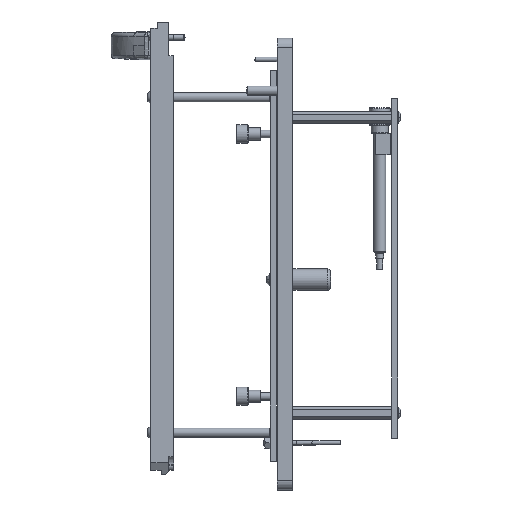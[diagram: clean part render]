
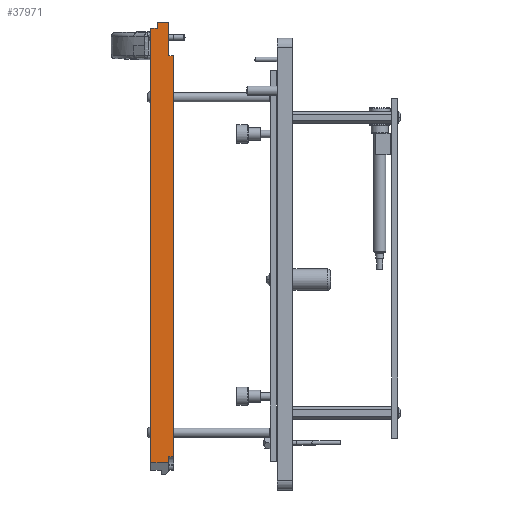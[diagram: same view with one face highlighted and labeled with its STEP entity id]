
A CAD part, left-side view. The second image highlights one B-rep face of the part: STEP entity #37971.
In plain terms, the highlighted face is planar.
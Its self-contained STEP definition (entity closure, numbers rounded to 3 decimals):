
#548 = LINE ( 'NONE', #17141, #31740 ) ;
#1313 = DIRECTION ( 'NONE',  ( 0., -1., 0. ) ) ;
#1528 = CARTESIAN_POINT ( 'NONE',  ( 105., 3.2, -148.55 ) ) ;
#2603 = CARTESIAN_POINT ( 'NONE',  ( 105., 7.5, -144.55 ) ) ;
#3683 = EDGE_CURVE ( 'NONE', #47190, #33537, #9468, .T. ) ;
#3873 = DIRECTION ( 'NONE',  ( 0., -1., 0. ) ) ;
#5630 = VERTEX_POINT ( 'NONE', #61312 ) ;
#5765 = CARTESIAN_POINT ( 'NONE',  ( 105., -7.5, -126.55 ) ) ;
#7201 = CARTESIAN_POINT ( 'NONE',  ( 105., -7.5, 66.55 ) ) ;
#7903 = DIRECTION ( 'NONE',  ( 0., -1., 0. ) ) ;
#8730 = ORIENTED_EDGE ( 'NONE', *, *, #47282, .F. ) ;
#9022 = DIRECTION ( 'NONE',  ( 0., 0., 1. ) ) ;
#9252 = VECTOR ( 'NONE', #67741, 1000. ) ;
#9468 = LINE ( 'NONE', #72901, #18455 ) ;
#10071 = EDGE_CURVE ( 'NONE', #33741, #61188, #21615, .T. ) ;
#10851 = VECTOR ( 'NONE', #77806, 1000. ) ;
#12278 = FACE_OUTER_BOUND ( 'NONE', #68238, .T. ) ;
#12898 = LINE ( 'NONE', #1528, #10851 ) ;
#13120 = DIRECTION ( 'NONE',  ( 0., 1., 0. ) ) ;
#13981 = CARTESIAN_POINT ( 'NONE',  ( 105., -7.5, -126.55 ) ) ;
#15071 = CARTESIAN_POINT ( 'NONE',  ( 105., 7.5, 148.55 ) ) ;
#15623 = PLANE ( 'NONE',  #21002 ) ;
#15633 = ORIENTED_EDGE ( 'NONE', *, *, #3683, .T. ) ;
#15813 = LINE ( 'NONE', #36104, #20842 ) ;
#16187 = VECTOR ( 'NONE', #3873, 1000. ) ;
#16465 = CARTESIAN_POINT ( 'NONE',  ( 105., -4.3, -126.55 ) ) ;
#16626 = CARTESIAN_POINT ( 'NONE',  ( 105., 7.5, 140.55 ) ) ;
#16916 = CARTESIAN_POINT ( 'NONE',  ( 105., -7.4, 136.55 ) ) ;
#17141 = CARTESIAN_POINT ( 'NONE',  ( 105., 7.5, 140.55 ) ) ;
#18455 = VECTOR ( 'NONE', #9022, 1000. ) ;
#20842 = VECTOR ( 'NONE', #42621, 1000. ) ;
#21002 = AXIS2_PLACEMENT_3D ( 'NONE', #15071, #46609, #34764 ) ;
#21615 = LINE ( 'NONE', #82401, #56875 ) ;
#21620 = EDGE_CURVE ( 'NONE', #33741, #45979, #75909, .T. ) ;
#21628 = DIRECTION ( 'NONE',  ( 0., 0., 1. ) ) ;
#22392 = EDGE_CURVE ( 'NONE', #47190, #5630, #59684, .T. ) ;
#22727 = CARTESIAN_POINT ( 'NONE',  ( 105., 7.5, -144.55 ) ) ;
#22955 = VERTEX_POINT ( 'NONE', #16465 ) ;
#23903 = DIRECTION ( 'NONE',  ( 0., 0., -1. ) ) ;
#23912 = DIRECTION ( 'NONE',  ( 0., -1., 0. ) ) ;
#24102 = CARTESIAN_POINT ( 'NONE',  ( 105., -7.5, -148.55 ) ) ;
#25502 = ORIENTED_EDGE ( 'NONE', *, *, #32456, .T. ) ;
#26122 = EDGE_CURVE ( 'NONE', #22955, #47691, #51438, .T. ) ;
#26282 = LINE ( 'NONE', #24102, #81589 ) ;
#28611 = VECTOR ( 'NONE', #7903, 1000. ) ;
#30402 = DIRECTION ( 'NONE',  ( 0., 0., 1. ) ) ;
#31740 = VECTOR ( 'NONE', #23912, 1000. ) ;
#32456 = EDGE_CURVE ( 'NONE', #37023, #72028, #26282, .T. ) ;
#33168 = VECTOR ( 'NONE', #21628, 1000. ) ;
#33221 = VERTEX_POINT ( 'NONE', #58883 ) ;
#33320 = LINE ( 'NONE', #73710, #16187 ) ;
#33537 = VERTEX_POINT ( 'NONE', #16626 ) ;
#33741 = VERTEX_POINT ( 'NONE', #64413 ) ;
#34265 = CARTESIAN_POINT ( 'NONE',  ( 105., -4.3, -148.55 ) ) ;
#34348 = VECTOR ( 'NONE', #1313, 1000. ) ;
#34764 = DIRECTION ( 'NONE',  ( 0., 0., 1. ) ) ;
#36104 = CARTESIAN_POINT ( 'NONE',  ( 105., -7.4, 66.55 ) ) ;
#37023 = VERTEX_POINT ( 'NONE', #64320 ) ;
#37971 = ADVANCED_FACE ( 'NONE', ( #12278 ), #15623, .F. ) ;
#42538 = ORIENTED_EDGE ( 'NONE', *, *, #10071, .F. ) ;
#42621 = DIRECTION ( 'NONE',  ( 0., 0., 1. ) ) ;
#45979 = VERTEX_POINT ( 'NONE', #16916 ) ;
#46339 = VECTOR ( 'NONE', #23903, 1000. ) ;
#46609 = DIRECTION ( 'NONE',  ( -1., 0., 0. ) ) ;
#47190 = VERTEX_POINT ( 'NONE', #2603 ) ;
#47282 = EDGE_CURVE ( 'NONE', #33221, #45979, #15813, .T. ) ;
#47691 = VERTEX_POINT ( 'NONE', #5765 ) ;
#50222 = EDGE_CURVE ( 'NONE', #5630, #72028, #12898, .T. ) ;
#51001 = CARTESIAN_POINT ( 'NONE',  ( 105., 3.2, -148.55 ) ) ;
#51003 = ORIENTED_EDGE ( 'NONE', *, *, #50222, .F. ) ;
#51030 = ORIENTED_EDGE ( 'NONE', *, *, #26122, .F. ) ;
#51187 = EDGE_CURVE ( 'NONE', #33537, #61188, #548, .T. ) ;
#51438 = LINE ( 'NONE', #13981, #34348 ) ;
#52271 = LINE ( 'NONE', #34265, #33168 ) ;
#53001 = EDGE_CURVE ( 'NONE', #53321, #47691, #74463, .T. ) ;
#53321 = VERTEX_POINT ( 'NONE', #7201 ) ;
#55685 = CARTESIAN_POINT ( 'NONE',  ( 105., -7.5, 148.55 ) ) ;
#56875 = VECTOR ( 'NONE', #30402, 1000. ) ;
#57764 = EDGE_CURVE ( 'NONE', #33221, #53321, #33320, .T. ) ;
#58354 = EDGE_CURVE ( 'NONE', #37023, #22955, #52271, .T. ) ;
#58883 = CARTESIAN_POINT ( 'NONE',  ( 105., -7.4, 66.55 ) ) ;
#59143 = ORIENTED_EDGE ( 'NONE', *, *, #53001, .T. ) ;
#59684 = LINE ( 'NONE', #22727, #9252 ) ;
#61188 = VERTEX_POINT ( 'NONE', #75963 ) ;
#61312 = CARTESIAN_POINT ( 'NONE',  ( 105., 3.2, -144.55 ) ) ;
#64320 = CARTESIAN_POINT ( 'NONE',  ( 105., -4.3, -148.55 ) ) ;
#64413 = CARTESIAN_POINT ( 'NONE',  ( 105., -4.3, 136.55 ) ) ;
#66014 = ORIENTED_EDGE ( 'NONE', *, *, #57764, .T. ) ;
#66182 = CARTESIAN_POINT ( 'NONE',  ( 105., -4.3, 136.55 ) ) ;
#67209 = ORIENTED_EDGE ( 'NONE', *, *, #58354, .F. ) ;
#67741 = DIRECTION ( 'NONE',  ( 0., -1., 0. ) ) ;
#68238 = EDGE_LOOP ( 'NONE', ( #8730, #66014, #59143, #51030, #67209, #25502, #51003, #75477, #15633, #76219, #42538, #82785 ) ) ;
#72028 = VERTEX_POINT ( 'NONE', #51001 ) ;
#72901 = CARTESIAN_POINT ( 'NONE',  ( 105., 7.5, 148.55 ) ) ;
#73710 = CARTESIAN_POINT ( 'NONE',  ( 105., -7.4, 66.55 ) ) ;
#74463 = LINE ( 'NONE', #55685, #46339 ) ;
#75477 = ORIENTED_EDGE ( 'NONE', *, *, #22392, .F. ) ;
#75909 = LINE ( 'NONE', #66182, #28611 ) ;
#75963 = CARTESIAN_POINT ( 'NONE',  ( 105., -4.3, 140.55 ) ) ;
#76219 = ORIENTED_EDGE ( 'NONE', *, *, #51187, .T. ) ;
#77806 = DIRECTION ( 'NONE',  ( 0., 0., -1. ) ) ;
#81589 = VECTOR ( 'NONE', #13120, 1000. ) ;
#82401 = CARTESIAN_POINT ( 'NONE',  ( 105., -4.3, 148.55 ) ) ;
#82785 = ORIENTED_EDGE ( 'NONE', *, *, #21620, .T. ) ;
